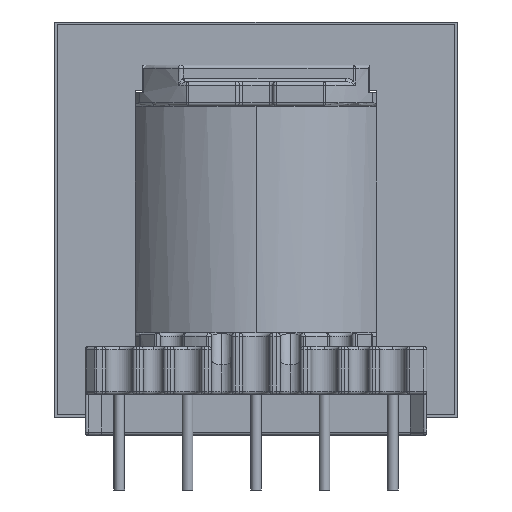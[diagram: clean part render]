
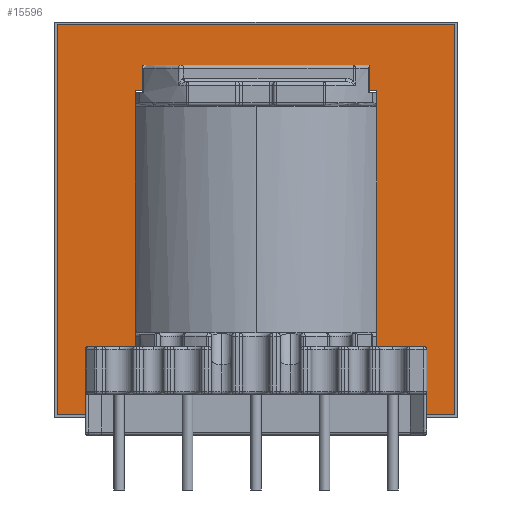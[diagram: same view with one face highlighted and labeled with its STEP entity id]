
A CAD part, left-side view. The second image highlights one B-rep face of the part: STEP entity #15596.
In plain terms, the highlighted planar face has unit normal (-1, 0, 0).
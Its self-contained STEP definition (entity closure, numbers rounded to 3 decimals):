
#4416=ORIENTED_EDGE('',*,*,#6050,.T.);
#4417=ORIENTED_EDGE('',*,*,#6051,.F.);
#4418=ORIENTED_EDGE('',*,*,#6052,.T.);
#4419=ORIENTED_EDGE('',*,*,#6053,.T.);
#4420=ORIENTED_EDGE('',*,*,#6054,.F.);
#4421=ORIENTED_EDGE('',*,*,#4540,.T.);
#4422=ORIENTED_EDGE('',*,*,#4547,.T.);
#4423=ORIENTED_EDGE('',*,*,#4550,.T.);
#4424=ORIENTED_EDGE('',*,*,#6055,.F.);
#4425=ORIENTED_EDGE('',*,*,#6056,.F.);
#4426=ORIENTED_EDGE('',*,*,#6057,.T.);
#4427=ORIENTED_EDGE('',*,*,#6058,.T.);
#4540=EDGE_CURVE('',#6106,#6107,#6988,.T.);
#4547=EDGE_CURVE('',#6107,#6113,#6994,.T.);
#4550=EDGE_CURVE('',#6113,#6115,#6997,.T.);
#6050=EDGE_CURVE('',#6952,#6953,#7666,.T.);
#6051=EDGE_CURVE('',#6954,#6953,#7667,.T.);
#6052=EDGE_CURVE('',#6954,#6955,#7668,.T.);
#6053=EDGE_CURVE('',#6955,#6952,#7669,.T.);
#6054=EDGE_CURVE('',#6106,#6956,#7670,.T.);
#6055=EDGE_CURVE('',#6957,#6115,#7671,.T.);
#6056=EDGE_CURVE('',#6958,#6957,#7672,.T.);
#6057=EDGE_CURVE('',#6958,#6959,#7673,.T.);
#6058=EDGE_CURVE('',#6959,#6956,#7674,.T.);
#6106=VERTEX_POINT('',#20610);
#6107=VERTEX_POINT('',#20611);
#6113=VERTEX_POINT('',#20625);
#6115=VERTEX_POINT('',#20631);
#6952=VERTEX_POINT('',#24596);
#6953=VERTEX_POINT('',#24597);
#6954=VERTEX_POINT('',#24599);
#6955=VERTEX_POINT('',#24601);
#6956=VERTEX_POINT('',#24604);
#6957=VERTEX_POINT('',#24606);
#6958=VERTEX_POINT('',#24608);
#6959=VERTEX_POINT('',#24610);
#6988=LINE('',#20609,#7714);
#6994=LINE('',#20624,#7720);
#6997=LINE('',#20630,#7723);
#7666=LINE('',#24595,#8392);
#7667=LINE('',#24598,#8393);
#7668=LINE('',#24600,#8394);
#7669=LINE('',#24602,#8395);
#7670=LINE('',#24603,#8396);
#7671=LINE('',#24605,#8397);
#7672=LINE('',#24607,#8398);
#7673=LINE('',#24609,#8399);
#7674=LINE('',#24611,#8400);
#7714=VECTOR('',#17047,1000.);
#7720=VECTOR('',#17057,1000.);
#7723=VECTOR('',#17062,1000.);
#8392=VECTOR('',#20499,1000.);
#8393=VECTOR('',#20500,1000.);
#8394=VECTOR('',#20501,1000.);
#8395=VECTOR('',#20502,1000.);
#8396=VECTOR('',#20503,1000.);
#8397=VECTOR('',#20504,1000.);
#8398=VECTOR('',#20505,1000.);
#8399=VECTOR('',#20506,1000.);
#8400=VECTOR('',#20507,1000.);
#9130=EDGE_LOOP('',(#4416,#4417,#4418,#4419));
#9131=EDGE_LOOP('',(#4420,#4421,#4422,#4423,#4424,#4425,#4426,#4427));
#9848=FACE_BOUND('',#9130,.T.);
#9849=FACE_BOUND('',#9131,.T.);
#10012=PLANE('',#17012);
#15596=ADVANCED_FACE('',(#9848,#9849),#10012,.F.);
#17012=AXIS2_PLACEMENT_3D('',#24594,#20497,#20498);
#17047=DIRECTION('',(0.,-1.,0.));
#17057=DIRECTION('',(0.,0.,-1.));
#17062=DIRECTION('',(0.,1.,0.));
#20497=DIRECTION('',(1.,0.,0.));
#20498=DIRECTION('',(0.,1.,0.));
#20499=DIRECTION('',(0.,-1.,0.));
#20500=DIRECTION('',(0.,0.,-1.));
#20501=DIRECTION('',(0.,1.,0.));
#20502=DIRECTION('',(0.,0.,-1.));
#20503=DIRECTION('',(0.,0.,1.));
#20504=DIRECTION('',(0.,0.,1.));
#20505=DIRECTION('',(0.,-1.,0.));
#20506=DIRECTION('',(0.,0.,1.));
#20507=DIRECTION('',(0.,-1.,0.));
#20609=CARTESIAN_POINT('',(-5.85,5.97,7.87));
#20610=CARTESIAN_POINT('',(-5.85,6.375,7.87));
#20611=CARTESIAN_POINT('',(-5.85,6.22,7.87));
#20624=CARTESIAN_POINT('',(-5.85,6.22,-12.5));
#20625=CARTESIAN_POINT('',(-5.85,6.22,-7.87));
#20630=CARTESIAN_POINT('',(-5.85,5.97,-7.87));
#20631=CARTESIAN_POINT('',(-5.85,6.375,-7.87));
#24594=CARTESIAN_POINT('',(-5.85,15.8,14.55));
#24595=CARTESIAN_POINT('',(-5.85,30.1,-14.55));
#24596=CARTESIAN_POINT('',(-5.85,30.1,-14.55));
#24597=CARTESIAN_POINT('',(-5.85,1.5,-14.55));
#24598=CARTESIAN_POINT('',(-5.85,1.5,-14.55));
#24599=CARTESIAN_POINT('',(-5.85,1.5,14.55));
#24600=CARTESIAN_POINT('',(-5.85,30.1,14.55));
#24601=CARTESIAN_POINT('',(-5.85,30.1,14.55));
#24602=CARTESIAN_POINT('',(-5.85,30.1,-14.55));
#24603=CARTESIAN_POINT('',(-5.85,6.375,0.));
#24604=CARTESIAN_POINT('',(-5.85,6.375,8.84));
#24605=CARTESIAN_POINT('',(-5.85,6.375,0.));
#24606=CARTESIAN_POINT('',(-5.85,6.375,-8.84));
#24607=CARTESIAN_POINT('',(-5.85,25.225,-8.84));
#24608=CARTESIAN_POINT('',(-5.85,25.225,-8.84));
#24609=CARTESIAN_POINT('',(-5.85,25.225,0.));
#24610=CARTESIAN_POINT('',(-5.85,25.225,8.84));
#24611=CARTESIAN_POINT('',(-5.85,25.225,8.84));
